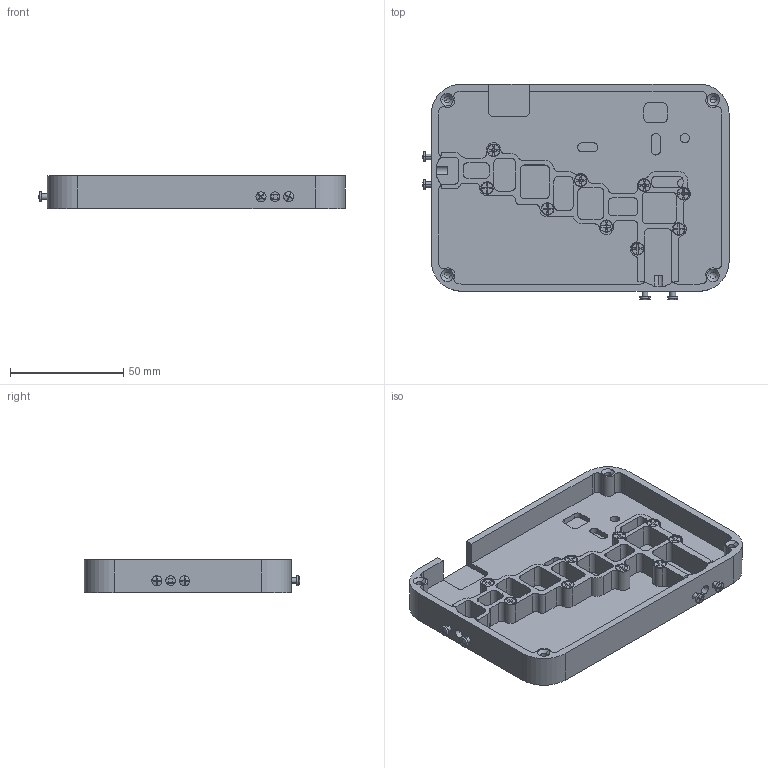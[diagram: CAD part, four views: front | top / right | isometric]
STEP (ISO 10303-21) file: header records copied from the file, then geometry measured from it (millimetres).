
FILE_DESCRIPTION (( 'STEP AP214' ), '1' );
FILE_NAME ('AssemblyNOCUP.STEP', '2021-09-26T13:34:11', ( '' ), ( '' ), 'SwSTEP 2.0', 'SolidWorks 2021', '' );
FILE_SCHEMA (( 'AUTOMOTIVE_DESIGN' ));
Length unit declared in the file: millimetre
Products named in the file (5): BoardShape; AssemblyNOCUP; M2.5Cylscrew; BoardCase; M2.5Hidescrew
Assembly tree (15 placements, depth 2):
  AssemblyNOCUP
    BoardCase
    BoardShape
    M2.5Cylscrew  x4
    M2.5Hidescrew  x9
Bounding box: 135.18 x 95.18 x 14.58 mm (x, y, z)
Volume: 70751 mm3; surface area: 46416.8 mm2
Topology: 15 solids, 15 shells, 665 faces, 1803 edges, 1159 vertices
Faces by surface type: plane 347, cylinder 232, cone 78, sphere 8
Entity records: 14791 total; most frequent: DIRECTION 2633, CARTESIAN_POINT 2552, ORIENTED_EDGE 2478, EDGE_CURVE 1239, AXIS2_PLACEMENT_3D 932, VERTEX_POINT 811, LINE 769, VECTOR 769
